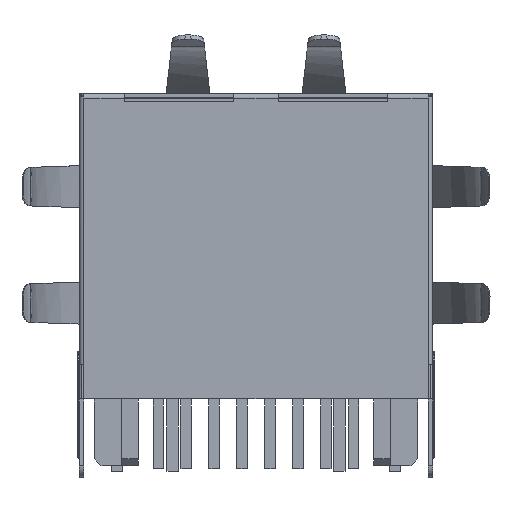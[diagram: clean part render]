
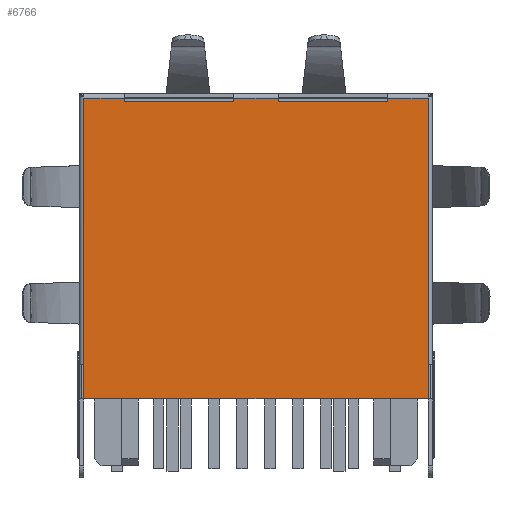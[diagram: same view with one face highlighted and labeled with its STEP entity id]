
A CAD part, front view. The second image highlights one B-rep face of the part: STEP entity #6766.
In plain terms, the highlighted face is planar.
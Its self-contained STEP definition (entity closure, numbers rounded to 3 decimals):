
#455 = EDGE_CURVE ( 'NONE', #15677, #15628, #1246, .T. ) ;
#506 = EDGE_CURVE ( 'NONE', #15677, #6945, #1314, .T. ) ;
#507 = EDGE_CURVE ( 'NONE', #15621, #15646, #1290, .T. ) ;
#513 = EDGE_CURVE ( 'NONE', #15632, #15636, #1324, .T. ) ;
#515 = EDGE_CURVE ( 'NONE', #15654, #15647, #1330, .T. ) ;
#533 = EDGE_CURVE ( 'NONE', #15622, #15642, #1361, .T. ) ;
#543 = EDGE_CURVE ( 'NONE', #15636, #15654, #1365, .T. ) ;
#545 = EDGE_CURVE ( 'NONE', #15628, #15622, #1371, .T. ) ;
#554 = EDGE_CURVE ( 'NONE', #15621, #7001, #1437, .T. ) ;
#563 = EDGE_CURVE ( 'NONE', #6998, #15647, #1401, .T. ) ;
#572 = EDGE_CURVE ( 'NONE', #15632, #15642, #1452, .T. ) ;
#720 = EDGE_CURVE ( 'NONE', #7001, #6945, #1745, .T. ) ;
#750 = EDGE_CURVE ( 'NONE', #6998, #7003, #1734, .T. ) ;
#1246 = LINE ( 'NONE', #2191, #1247 ) ;
#1247 = VECTOR ( 'NONE', #2173, 1000. ) ;
#1290 = LINE ( 'NONE', #2290, #1293 ) ;
#1293 = VECTOR ( 'NONE', #2302, 1000. ) ;
#1314 = LINE ( 'NONE', #2338, #1315 ) ;
#1315 = VECTOR ( 'NONE', #2320, 1000. ) ;
#1321 = VECTOR ( 'NONE', #2316, 1000. ) ;
#1324 = LINE ( 'NONE', #2310, #1321 ) ;
#1330 = LINE ( 'NONE', #2324, #1331 ) ;
#1331 = VECTOR ( 'NONE', #2356, 1000. ) ;
#1352 = VECTOR ( 'NONE', #2430, 1000. ) ;
#1361 = LINE ( 'NONE', #2372, #1392 ) ;
#1365 = LINE ( 'NONE', #2409, #1352 ) ;
#1371 = LINE ( 'NONE', #2423, #1374 ) ;
#1374 = VECTOR ( 'NONE', #2396, 1000. ) ;
#1392 = VECTOR ( 'NONE', #2390, 1000. ) ;
#1401 = LINE ( 'NONE', #2458, #1456 ) ;
#1437 = LINE ( 'NONE', #2392, #1444 ) ;
#1444 = VECTOR ( 'NONE', #2461, 1000. ) ;
#1452 = LINE ( 'NONE', #2474, #1459 ) ;
#1456 = VECTOR ( 'NONE', #2459, 1000. ) ;
#1459 = VECTOR ( 'NONE', #2444, 1000. ) ;
#1730 = VECTOR ( 'NONE', #2789, 1000. ) ;
#1734 = LINE ( 'NONE', #2883, #1816 ) ;
#1745 = LINE ( 'NONE', #2801, #1730 ) ;
#1816 = VECTOR ( 'NONE', #2884, 1000. ) ;
#2173 = DIRECTION ( 'NONE',  ( 0., -1., 0. ) ) ;
#2191 = CARTESIAN_POINT ( 'NONE',  ( -5.982, -6.934, -21.158 ) ) ;
#2290 = CARTESIAN_POINT ( 'NONE',  ( -7.811, -6.934, -21.158 ) ) ;
#2302 = DIRECTION ( 'NONE',  ( 1., 0., 0. ) ) ;
#2310 = CARTESIAN_POINT ( 'NONE',  ( 1.016, -6.934, -21.158 ) ) ;
#2316 = DIRECTION ( 'NONE',  ( 0., -1., 0. ) ) ;
#2320 = DIRECTION ( 'NONE',  ( -1., 0., 0. ) ) ;
#2324 = CARTESIAN_POINT ( 'NONE',  ( 5.982, -6.934, -21.158 ) ) ;
#2338 = CARTESIAN_POINT ( 'NONE',  ( 7.811, 6.706, -21.158 ) ) ;
#2356 = DIRECTION ( 'NONE',  ( 0., 1., 0. ) ) ;
#2372 = CARTESIAN_POINT ( 'NONE',  ( -1.016, -6.934, -21.158 ) ) ;
#2390 = DIRECTION ( 'NONE',  ( 0., 1., 0. ) ) ;
#2392 = CARTESIAN_POINT ( 'NONE',  ( -7.811, -6.934, -21.158 ) ) ;
#2396 = DIRECTION ( 'NONE',  ( 1., 0., 0. ) ) ;
#2409 = CARTESIAN_POINT ( 'NONE',  ( 1.016, 6.528, -21.158 ) ) ;
#2423 = CARTESIAN_POINT ( 'NONE',  ( -5.982, 6.528, -21.158 ) ) ;
#2430 = DIRECTION ( 'NONE',  ( 1., 0., 0. ) ) ;
#2444 = DIRECTION ( 'NONE',  ( -1., 0., 0. ) ) ;
#2458 = CARTESIAN_POINT ( 'NONE',  ( 7.811, 6.706, -21.158 ) ) ;
#2459 = DIRECTION ( 'NONE',  ( -1., 0., 0. ) ) ;
#2461 = DIRECTION ( 'NONE',  ( 0., 1., 0. ) ) ;
#2474 = CARTESIAN_POINT ( 'NONE',  ( -8.022, 6.706, -21.158 ) ) ;
#2789 = DIRECTION ( 'NONE',  ( 0., 1., 0. ) ) ;
#2801 = CARTESIAN_POINT ( 'NONE',  ( -7.811, -6.934, -21.158 ) ) ;
#2883 = CARTESIAN_POINT ( 'NONE',  ( 7.81, -6.934, -21.158 ) ) ;
#2884 = DIRECTION ( 'NONE',  ( 0., -1., 0. ) ) ;
#5254 = ORIENTED_EDGE ( 'NONE', *, *, #563, .F. ) ;
#5260 = ORIENTED_EDGE ( 'NONE', *, *, #750, .T. ) ;
#5270 = ORIENTED_EDGE ( 'NONE', *, *, #8178, .T. ) ;
#5279 = ORIENTED_EDGE ( 'NONE', *, *, #515, .T. ) ;
#5290 = ORIENTED_EDGE ( 'NONE', *, *, #455, .T. ) ;
#5294 = ORIENTED_EDGE ( 'NONE', *, *, #513, .T. ) ;
#5301 = ORIENTED_EDGE ( 'NONE', *, *, #533, .T. ) ;
#5314 = ORIENTED_EDGE ( 'NONE', *, *, #720, .T. ) ;
#5317 = ORIENTED_EDGE ( 'NONE', *, *, #506, .F. ) ;
#5320 = ORIENTED_EDGE ( 'NONE', *, *, #543, .T. ) ;
#5322 = ORIENTED_EDGE ( 'NONE', *, *, #507, .F. ) ;
#5324 = ORIENTED_EDGE ( 'NONE', *, *, #554, .T. ) ;
#5331 = ORIENTED_EDGE ( 'NONE', *, *, #572, .F. ) ;
#5335 = ORIENTED_EDGE ( 'NONE', *, *, #545, .T. ) ;
#6766 = ADVANCED_FACE ( 'NONE', ( #10762 ), #10569, .T. ) ;
#6945 = VERTEX_POINT ( 'NONE', #12330 ) ;
#6998 = VERTEX_POINT ( 'NONE', #12438 ) ;
#7001 = VERTEX_POINT ( 'NONE', #12402 ) ;
#7003 = VERTEX_POINT ( 'NONE', #12453 ) ;
#7297 = EDGE_LOOP ( 'NONE', ( #5260, #5270, #5322, #5324, #5314, #5317, #5290, #5335, #5301, #5331, #5294, #5320, #5279, #5254 ) ) ;
#8178 = EDGE_CURVE ( 'NONE', #7003, #15646, #11039, .T. ) ;
#10531 = CARTESIAN_POINT ( 'NONE',  ( 7.811, -6.934, -21.158 ) ) ;
#10532 = DIRECTION ( 'NONE',  ( 0., 0., -1. ) ) ;
#10533 = DIRECTION ( 'NONE',  ( -1., 0., 0. ) ) ;
#10569 = PLANE ( 'NONE',  #11754 ) ;
#10762 = FACE_OUTER_BOUND ( 'NONE', #7297, .T. ) ;
#11039 = LINE ( 'NONE', #12776, #11040 ) ;
#11040 = VECTOR ( 'NONE', #12778, 1000. ) ;
#11754 = AXIS2_PLACEMENT_3D ( 'NONE', #10531, #10532, #10533 ) ;
#12330 = CARTESIAN_POINT ( 'NONE',  ( -7.81, 6.706, -21.158 ) ) ;
#12402 = CARTESIAN_POINT ( 'NONE',  ( -7.811, -5.384, -21.158 ) ) ;
#12438 = CARTESIAN_POINT ( 'NONE',  ( 7.81, 6.706, -21.158 ) ) ;
#12453 = CARTESIAN_POINT ( 'NONE',  ( 7.81, -5.384, -21.158 ) ) ;
#12776 = CARTESIAN_POINT ( 'NONE',  ( 7.811, -6.934, -21.158 ) ) ;
#12778 = DIRECTION ( 'NONE',  ( 0., -1., 0. ) ) ;
#15178 = CARTESIAN_POINT ( 'NONE',  ( -7.811, -6.934, -21.158 ) ) ;
#15180 = CARTESIAN_POINT ( 'NONE',  ( -1.016, 6.528, -21.158 ) ) ;
#15241 = CARTESIAN_POINT ( 'NONE',  ( 7.811, -6.934, -21.158 ) ) ;
#15263 = CARTESIAN_POINT ( 'NONE',  ( 5.982, 6.528, -21.158 ) ) ;
#15264 = CARTESIAN_POINT ( 'NONE',  ( -1.016, 6.706, -21.158 ) ) ;
#15267 = CARTESIAN_POINT ( 'NONE',  ( 5.982, 6.706, -21.158 ) ) ;
#15270 = CARTESIAN_POINT ( 'NONE',  ( 1.016, 6.706, -21.158 ) ) ;
#15276 = CARTESIAN_POINT ( 'NONE',  ( -5.982, 6.706, -21.158 ) ) ;
#15281 = CARTESIAN_POINT ( 'NONE',  ( -5.982, 6.528, -21.158 ) ) ;
#15293 = CARTESIAN_POINT ( 'NONE',  ( 1.016, 6.528, -21.158 ) ) ;
#15621 = VERTEX_POINT ( 'NONE', #15178 ) ;
#15622 = VERTEX_POINT ( 'NONE', #15180 ) ;
#15628 = VERTEX_POINT ( 'NONE', #15281 ) ;
#15632 = VERTEX_POINT ( 'NONE', #15270 ) ;
#15636 = VERTEX_POINT ( 'NONE', #15293 ) ;
#15642 = VERTEX_POINT ( 'NONE', #15264 ) ;
#15646 = VERTEX_POINT ( 'NONE', #15241 ) ;
#15647 = VERTEX_POINT ( 'NONE', #15267 ) ;
#15654 = VERTEX_POINT ( 'NONE', #15263 ) ;
#15677 = VERTEX_POINT ( 'NONE', #15276 ) ;
